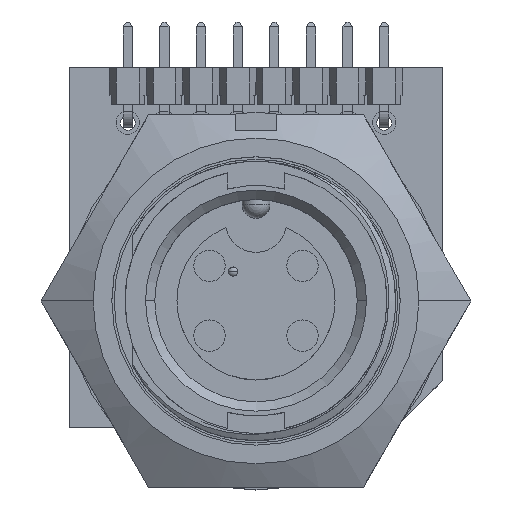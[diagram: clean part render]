
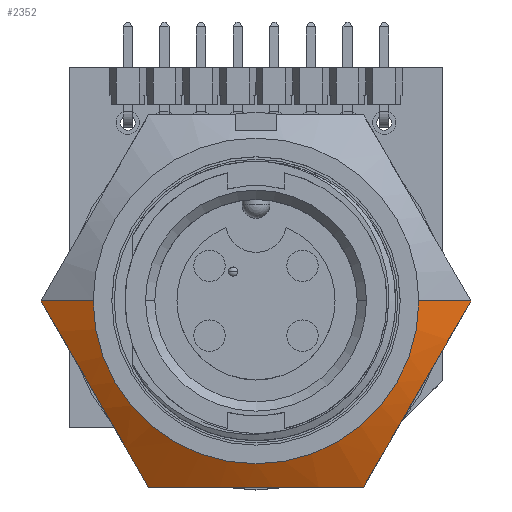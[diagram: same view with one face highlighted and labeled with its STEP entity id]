
A CAD part, top view. The second image highlights one B-rep face of the part: STEP entity #2352.
In plain terms, the highlighted conical face has half-angle 60.229 degrees and reference radius 8.89 mm.
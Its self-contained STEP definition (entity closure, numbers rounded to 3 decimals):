
#597 = CIRCLE ( 'NONE', #2790, 8.89 ) ;
#722 = DIRECTION ( 'NONE',  ( -1., 0., 0. ) ) ;
#989 = VERTEX_POINT ( 'NONE', #4175 ) ;
#1149 = ORIENTED_EDGE ( 'NONE', *, *, #29250, .T. ) ;
#1321 = FACE_OUTER_BOUND ( 'NONE', #28764, .T. ) ;
#1443 = EDGE_CURVE ( 'NONE', #989, #10035, #30633, .T. ) ;
#1573 = CARTESIAN_POINT ( 'NONE',  ( -5.866, -10.16, -9.929 ) ) ;
#2047 = CARTESIAN_POINT ( 'NONE',  ( -8.555, -5.502, -9.03 ) ) ;
#2129 = CARTESIAN_POINT ( 'NONE',  ( 5.866, -10.16, -9.929 ) ) ;
#2173 = ORIENTED_EDGE ( 'NONE', *, *, #14426, .T. ) ;
#2340 = CARTESIAN_POINT ( 'NONE',  ( -5.866, -10.16, -9.929 ) ) ;
#2352 = ADVANCED_FACE ( 'NONE', ( #1321 ), #26605, .T. ) ;
#2790 = AXIS2_PLACEMENT_3D ( 'NONE', #10126, #27802, #12678 ) ;
#4115 = CARTESIAN_POINT ( 'NONE',  ( -4.911, -10.16, -9.656 ) ) ;
#4175 = CARTESIAN_POINT ( 'NONE',  ( -8.89, 0., -8.303 ) ) ;
#4379 = DIRECTION ( 'NONE',  ( 0.868, 0., -0.497 ) ) ;
#4612 = CARTESIAN_POINT ( 'NONE',  ( -7.809, -6.794, -9.133 ) ) ;
#4702 = CARTESIAN_POINT ( 'NONE',  ( 8.295, -5.953, -9.031 ) ) ;
#5357 = CARTESIAN_POINT ( 'NONE',  ( 8.89, 0., -8.303 ) ) ;
#5505 = DIRECTION ( 'NONE',  ( -0.868, 0., -0.497 ) ) ;
#6644 = CARTESIAN_POINT ( 'NONE',  ( -1.974, -10.16, -9.114 ) ) ;
#6882 = VECTOR ( 'NONE', #4379, 1000. ) ;
#7118 = CARTESIAN_POINT ( 'NONE',  ( -6.829, -8.492, -9.428 ) ) ;
#7191 = CARTESIAN_POINT ( 'NONE',  ( 9.293, -4.224, -9.051 ) ) ;
#8200 = CARTESIAN_POINT ( 'NONE',  ( 0., 0., -8.303 ) ) ;
#9163 = CARTESIAN_POINT ( 'NONE',  ( 0.498, -10.16, -9.03 ) ) ;
#9272 = B_SPLINE_CURVE_WITH_KNOTS ( 'NONE', 3,
 ( #29788, #12103, #14640, #32337, #17180, #2047, #19755, #4612, #22254, #7118, #24809, #9645 ),
 .UNSPECIFIED., .F., .F.,
 ( 4, 2, 2, 2, 2, 4 ),
 ( 0., 0.003, 0.006, 0.007, 0.009, 0.012 ),
 .UNSPECIFIED. ) ;
#9589 = VERTEX_POINT ( 'NONE', #2340 ) ;
#9645 = CARTESIAN_POINT ( 'NONE',  ( -5.866, -10.16, -9.929 ) ) ;
#9738 = CARTESIAN_POINT ( 'NONE',  ( 10.035, -2.94, -9.193 ) ) ;
#9932 = B_SPLINE_CURVE_WITH_KNOTS ( 'NONE', 3,
 ( #2129, #32419, #32308, #19821, #4702, #22342, #7191, #24893, #9738, #27422, #12286, #29996 ),
 .UNSPECIFIED., .F., .F.,
 ( 4, 2, 2, 2, 2, 4 ),
 ( 0., 0.003, 0.006, 0.007, 0.009, 0.012 ),
 .UNSPECIFIED. ) ;
#10035 = VERTEX_POINT ( 'NONE', #24074 ) ;
#10126 = CARTESIAN_POINT ( 'NONE',  ( 0., 0., -8.303 ) ) ;
#11721 = CARTESIAN_POINT ( 'NONE',  ( 1.992, -10.16, -9.134 ) ) ;
#12103 = CARTESIAN_POINT ( 'NONE',  ( -11.253, -0.83, -9.655 ) ) ;
#12136 = ORIENTED_EDGE ( 'NONE', *, *, #19306, .T. ) ;
#12286 = CARTESIAN_POINT ( 'NONE',  ( 11.252, -0.831, -9.655 ) ) ;
#12678 = DIRECTION ( 'NONE',  ( -1., 0., 0. ) ) ;
#12699 = EDGE_CURVE ( 'NONE', #14261, #24705, #9932, .T. ) ;
#14257 = CARTESIAN_POINT ( 'NONE',  ( 3.957, -10.16, -9.432 ) ) ;
#14261 = VERTEX_POINT ( 'NONE', #29344 ) ;
#14426 = EDGE_CURVE ( 'NONE', #10035, #9589, #9272, .T. ) ;
#14640 = CARTESIAN_POINT ( 'NONE',  ( -10.77, -1.666, -9.429 ) ) ;
#15441 = CARTESIAN_POINT ( 'NONE',  ( 11.732, 0., -9.929 ) ) ;
#15527 = CARTESIAN_POINT ( 'NONE',  ( -8.89, 0., -8.303 ) ) ;
#15823 = DIRECTION ( 'NONE',  ( 0., 0., -1. ) ) ;
#16803 = CARTESIAN_POINT ( 'NONE',  ( 5.866, -10.16, -9.929 ) ) ;
#17180 = CARTESIAN_POINT ( 'NONE',  ( -9.303, -4.207, -9.031 ) ) ;
#17675 = ORIENTED_EDGE ( 'NONE', *, *, #1443, .T. ) ;
#17711 = VERTEX_POINT ( 'NONE', #5357 ) ;
#19306 = EDGE_CURVE ( 'NONE', #17711, #989, #597, .T. ) ;
#19755 = CARTESIAN_POINT ( 'NONE',  ( -8.305, -5.936, -9.051 ) ) ;
#19821 = CARTESIAN_POINT ( 'NONE',  ( 7.802, -6.806, -9.116 ) ) ;
#20345 = LINE ( 'NONE', #32095, #6882 ) ;
#21760 = CARTESIAN_POINT ( 'NONE',  ( -3.934, -10.16, -9.427 ) ) ;
#22254 = CARTESIAN_POINT ( 'NONE',  ( -7.563, -7.22, -9.193 ) ) ;
#22342 = CARTESIAN_POINT ( 'NONE',  ( 9.043, -4.658, -9.03 ) ) ;
#23868 = VECTOR ( 'NONE', #5505, 1000. ) ;
#24074 = CARTESIAN_POINT ( 'NONE',  ( -11.732, 0., -9.929 ) ) ;
#24303 = CARTESIAN_POINT ( 'NONE',  ( -0.989, -10.16, -9.03 ) ) ;
#24705 = VERTEX_POINT ( 'NONE', #15441 ) ;
#24809 = CARTESIAN_POINT ( 'NONE',  ( -6.346, -9.329, -9.655 ) ) ;
#24893 = CARTESIAN_POINT ( 'NONE',  ( 9.788, -3.366, -9.133 ) ) ;
#26605 = CONICAL_SURFACE ( 'NONE', #29497, 8.89, 1.051 ) ;
#26836 = ORIENTED_EDGE ( 'NONE', *, *, #28537, .F. ) ;
#26865 = CARTESIAN_POINT ( 'NONE',  ( 0.995, -10.16, -9.051 ) ) ;
#27422 = CARTESIAN_POINT ( 'NONE',  ( 10.769, -1.668, -9.428 ) ) ;
#27802 = DIRECTION ( 'NONE',  ( 0., 0., -1. ) ) ;
#28537 = EDGE_CURVE ( 'NONE', #17711, #24705, #20345, .T. ) ;
#28764 = EDGE_LOOP ( 'NONE', ( #26836, #12136, #17675, #2173, #1149, #29282 ) ) ;
#28769 = B_SPLINE_CURVE_WITH_KNOTS ( 'NONE', 3,
 ( #1573, #4115, #21760, #6644, #24303, #9163, #26865, #11721, #29392, #14257, #31951, #16803 ),
 .UNSPECIFIED., .F., .F.,
 ( 4, 2, 2, 2, 2, 4 ),
 ( 0.01, 0.013, 0.016, 0.018, 0.019, 0.022 ),
 .UNSPECIFIED. ) ;
#29250 = EDGE_CURVE ( 'NONE', #9589, #14261, #28769, .T. ) ;
#29282 = ORIENTED_EDGE ( 'NONE', *, *, #12699, .T. ) ;
#29344 = CARTESIAN_POINT ( 'NONE',  ( 5.866, -10.16, -9.929 ) ) ;
#29392 = CARTESIAN_POINT ( 'NONE',  ( 2.487, -10.16, -9.195 ) ) ;
#29497 = AXIS2_PLACEMENT_3D ( 'NONE', #8200, #15823, #722 ) ;
#29788 = CARTESIAN_POINT ( 'NONE',  ( -11.732, 0., -9.929 ) ) ;
#29996 = CARTESIAN_POINT ( 'NONE',  ( 11.732, 0., -9.929 ) ) ;
#30633 = LINE ( 'NONE', #15527, #23868 ) ;
#31951 = CARTESIAN_POINT ( 'NONE',  ( 4.917, -10.16, -9.658 ) ) ;
#32095 = CARTESIAN_POINT ( 'NONE',  ( 8.89, 0., -8.303 ) ) ;
#32308 = CARTESIAN_POINT ( 'NONE',  ( 6.827, -8.494, -9.429 ) ) ;
#32337 = CARTESIAN_POINT ( 'NONE',  ( -9.795, -3.354, -9.116 ) ) ;
#32419 = CARTESIAN_POINT ( 'NONE',  ( 6.345, -9.33, -9.655 ) ) ;
